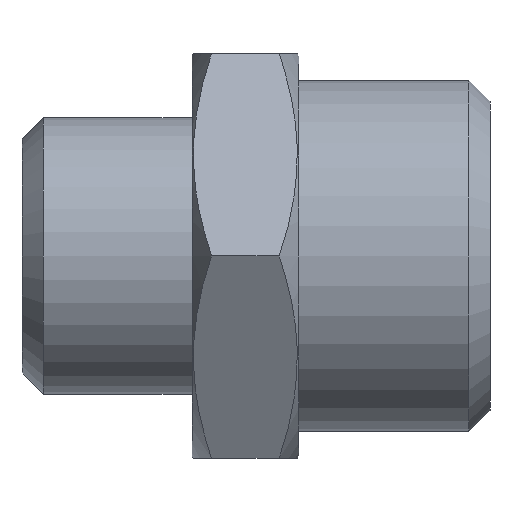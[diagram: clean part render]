
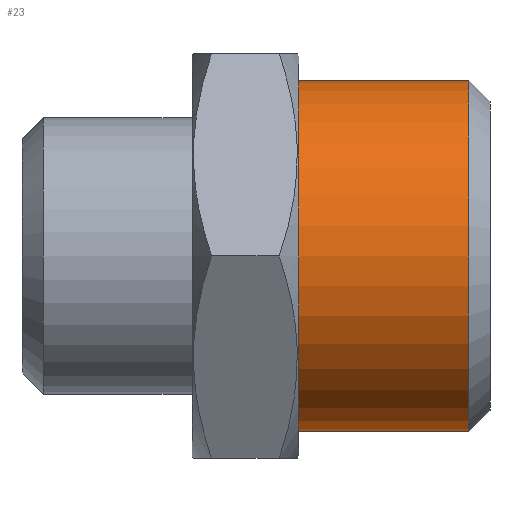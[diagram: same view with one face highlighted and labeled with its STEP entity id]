
A CAD part, left-side view. The second image highlights one B-rep face of the part: STEP entity #23.
In plain terms, the highlighted cylindrical face has radius 8.25 mm (diameter 16.5 mm), a partial arc.
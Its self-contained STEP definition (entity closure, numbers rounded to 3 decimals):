
#21 = ORIENTED_EDGE ( 'NONE', *, *, #148, .F. ) ;
#22 = EDGE_CURVE ( 'NONE', #210, #260, #483, .T. ) ;
#23 = ADVANCED_FACE ( 'NONE', ( #484 ), #405, .T. ) ;
#24 = EDGE_LOOP ( 'NONE', ( #21, #25, #303, #304 ) ) ;
#25 = ORIENTED_EDGE ( 'NONE', *, *, #22, .T. ) ;
#26 = EDGE_CURVE ( 'NONE', #149, #152, #399, .T. ) ;
#148 = EDGE_CURVE ( 'NONE', #210, #149, #633, .T. ) ;
#149 = VERTEX_POINT ( 'NONE', #629 ) ;
#152 = VERTEX_POINT ( 'NONE', #628 ) ;
#210 = VERTEX_POINT ( 'NONE', #778 ) ;
#260 = VERTEX_POINT ( 'NONE', #896 ) ;
#264 = EDGE_CURVE ( 'NONE', #260, #152, #854, .T. ) ;
#303 = ORIENTED_EDGE ( 'NONE', *, *, #264, .T. ) ;
#304 = ORIENTED_EDGE ( 'NONE', *, *, #26, .F. ) ;
#352 = DIRECTION ( 'NONE',  ( 0., 0., -1. ) ) ;
#353 = DIRECTION ( 'NONE',  ( 0., -1., 0. ) ) ;
#354 = CARTESIAN_POINT ( 'NONE',  ( 0., 1., 0. ) ) ;
#398 = AXIS2_PLACEMENT_3D ( 'NONE', #354, #353, #352 ) ;
#399 = CIRCLE ( 'NONE', #398, 8.25 ) ;
#401 = DIRECTION ( 'NONE',  ( 0., 0., -1. ) ) ;
#402 = DIRECTION ( 'NONE',  ( 0., -1., 0. ) ) ;
#403 = CARTESIAN_POINT ( 'NONE',  ( 0., -6.209, 0. ) ) ;
#404 = AXIS2_PLACEMENT_3D ( 'NONE', #403, #402, #401 ) ;
#405 = CYLINDRICAL_SURFACE ( 'NONE', #404, 8.25 ) ;
#406 = DIRECTION ( 'NONE',  ( 0., 0., -1. ) ) ;
#407 = DIRECTION ( 'NONE',  ( 0., -1., 0. ) ) ;
#481 = CARTESIAN_POINT ( 'NONE',  ( 0., 9., 0. ) ) ;
#482 = AXIS2_PLACEMENT_3D ( 'NONE', #481, #407, #406 ) ;
#483 = CIRCLE ( 'NONE', #482, 8.25 ) ;
#484 = FACE_OUTER_BOUND ( 'NONE', #24, .T. ) ;
#628 = CARTESIAN_POINT ( 'NONE',  ( 0., 1., -8.25 ) ) ;
#629 = CARTESIAN_POINT ( 'NONE',  ( 0., 1., 8.25 ) ) ;
#630 = DIRECTION ( 'NONE',  ( 0., -1., 0. ) ) ;
#631 = VECTOR ( 'NONE', #630, 1000. ) ;
#632 = CARTESIAN_POINT ( 'NONE',  ( 0., -6.209, 8.25 ) ) ;
#633 = LINE ( 'NONE', #632, #631 ) ;
#778 = CARTESIAN_POINT ( 'NONE',  ( 0., 9., 8.25 ) ) ;
#854 = LINE ( 'NONE', #876, #875 ) ;
#874 = DIRECTION ( 'NONE',  ( 0., -1., 0. ) ) ;
#875 = VECTOR ( 'NONE', #874, 1000. ) ;
#876 = CARTESIAN_POINT ( 'NONE',  ( 0., -6.209, -8.25 ) ) ;
#896 = CARTESIAN_POINT ( 'NONE',  ( 0., 9., -8.25 ) ) ;
